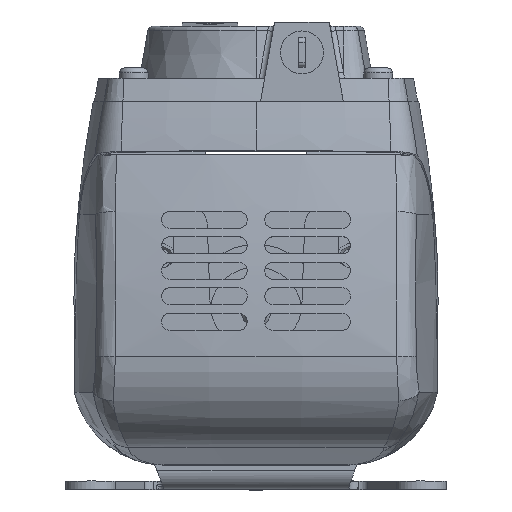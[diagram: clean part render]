
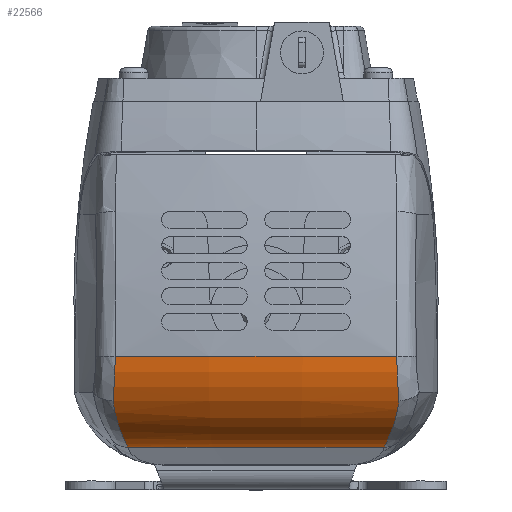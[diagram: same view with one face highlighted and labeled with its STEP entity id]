
A CAD part, top view. The second image highlights one B-rep face of the part: STEP entity #22566.
In plain terms, the highlighted toroidal (fillet/blend) face has major radius 279.4 mm and minor radius 25.4 mm.
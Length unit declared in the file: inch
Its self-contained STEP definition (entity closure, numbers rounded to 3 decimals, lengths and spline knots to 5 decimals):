
#110 = CARTESIAN_POINT ( 'NONE',  ( 0., 1.17877, -9.7 ) ) ;
#813 = CARTESIAN_POINT ( 'NONE',  ( -1.53321, 1.17877, 2.20165 ) ) ;
#891 = CARTESIAN_POINT ( 'NONE',  ( -1.48983, 0.40585, 1.83987 ) ) ;
#995 = CARTESIAN_POINT ( 'NONE',  ( 1.55093, 0.77115, 2.11274 ) ) ;
#1477 = CARTESIAN_POINT ( 'NONE',  ( 1.53321, 1.17877, 2.20165 ) ) ;
#1983 = VERTEX_POINT ( 'NONE', #19866 ) ;
#2016 = CARTESIAN_POINT ( 'NONE',  ( 1.42825, 0.25913, 1.60335 ) ) ;
#2733 = EDGE_CURVE ( 'NONE', #16907, #29833, #22941, .T. ) ;
#3035 = CARTESIAN_POINT ( 'NONE',  ( -1.45576, 0.31909, 1.71983 ) ) ;
#3224 = ORIENTED_EDGE ( 'NONE', *, *, #24256, .T. ) ;
#3376 = AXIS2_PLACEMENT_3D ( 'NONE', #110, #10231, #29314 ) ;
#4395 = CARTESIAN_POINT ( 'NONE',  ( -1.55396, 0.73326, 2.09433 ) ) ;
#4542 = CARTESIAN_POINT ( 'NONE',  ( -1.55726, 0.6965, 2.07348 ) ) ;
#4660 = CARTESIAN_POINT ( 'NONE',  ( 1.40083, 0.20309, 1.44456 ) ) ;
#5528 = CARTESIAN_POINT ( 'NONE',  ( -1.46426, 0.33904, 1.75108 ) ) ;
#6022 = CARTESIAN_POINT ( 'NONE',  ( -1.42825, 0.25913, 1.60335 ) ) ;
#6463 = CARTESIAN_POINT ( 'NONE',  ( 1.53426, 1.09397, 2.20151 ) ) ;
#7956 = ORIENTED_EDGE ( 'NONE', *, *, #16021, .F. ) ;
#8024 = CARTESIAN_POINT ( 'NONE',  ( -1.48129, 0.38243, 1.8111 ) ) ;
#8495 = B_SPLINE_CURVE_WITH_KNOTS ( 'NONE', 3,
 ( #19476, #4660, #11993, #2016, #21985, #12147, #32249, #17624, #14499, #15144, #27119, #32744, #17290, #14811, #25287, #32420, #29598, #12317 ),
 .UNSPECIFIED., .F., .F.,
 ( 4, 2, 2, 2, 2, 2, 2, 2, 4 ),
 ( 0., 0.00577, 0.00722, 0.00866, 0.01155, 0.01443, 0.01588, 0.01732, 0.0231 ),
 .UNSPECIFIED. ) ;
#8771 = VERTEX_POINT ( 'NONE', #813 ) ;
#8782 = CARTESIAN_POINT ( 'NONE',  ( 1.5369, 1.01107, 2.19047 ) ) ;
#9549 = B_SPLINE_CURVE_WITH_KNOTS ( 'NONE', 3,
 ( #22664, #27160, #19849, #9704, #12026, #10010, #4395, #32285 ),
 .UNSPECIFIED., .F., .F.,
 ( 4, 2, 2, 4 ),
 ( 0., 0.00637, 0.00956, 0.01274 ),
 .UNSPECIFIED. ) ;
#9704 = CARTESIAN_POINT ( 'NONE',  ( -1.54304, 0.88946, 2.15818 ) ) ;
#10010 = CARTESIAN_POINT ( 'NONE',  ( -1.55093, 0.77115, 2.11274 ) ) ;
#10099 = CIRCLE ( 'NONE', #28663, 12. ) ;
#10231 = DIRECTION ( 'NONE',  ( 0., 1., 0. ) ) ;
#10513 = CARTESIAN_POINT ( 'NONE',  ( -1.44355, 0.29179, 1.67094 ) ) ;
#10605 = B_SPLINE_CURVE_WITH_KNOTS ( 'NONE', 3,
 ( #31545, #16751, #995, #26570, #29213, #8782, #6463, #1477 ),
 .UNSPECIFIED., .F., .F.,
 ( 4, 2, 2, 4 ),
 ( 0., 0.00322, 0.00643, 0.01287 ),
 .UNSPECIFIED. ) ;
#10841 = CARTESIAN_POINT ( 'NONE',  ( -1.50228, 0.44369, 1.88122 ) ) ;
#10989 = CARTESIAN_POINT ( 'NONE',  ( -1.43955, 0.28311, 1.65426 ) ) ;
#11993 = CARTESIAN_POINT ( 'NONE',  ( 1.41108, 0.22348, 1.51687 ) ) ;
#12026 = CARTESIAN_POINT ( 'NONE',  ( -1.54547, 0.84919, 2.14466 ) ) ;
#12147 = CARTESIAN_POINT ( 'NONE',  ( 1.43955, 0.28311, 1.65426 ) ) ;
#12317 = CARTESIAN_POINT ( 'NONE',  ( 1.55726, 0.6965, 2.07348 ) ) ;
#13328 = CARTESIAN_POINT ( 'NONE',  ( 0., 1.17877, -9.7 ) ) ;
#13341 = CARTESIAN_POINT ( 'NONE',  ( -1.51429, 0.48357, 1.92082 ) ) ;
#13659 = CARTESIAN_POINT ( 'NONE',  ( -1.50638, 0.45678, 1.89472 ) ) ;
#14499 = CARTESIAN_POINT ( 'NONE',  ( 1.46426, 0.33904, 1.75108 ) ) ;
#14687 = CARTESIAN_POINT ( 'NONE',  ( -1.54886, 0.62924, 2.03724 ) ) ;
#14704 = EDGE_CURVE ( 'NONE', #14727, #1983, #10605, .T. ) ;
#14727 = VERTEX_POINT ( 'NONE', #24090 ) ;
#14811 = CARTESIAN_POINT ( 'NONE',  ( 1.51429, 0.48357, 1.92082 ) ) ;
#15144 = CARTESIAN_POINT ( 'NONE',  ( 1.48129, 0.38243, 1.8111 ) ) ;
#15509 = CARTESIAN_POINT ( 'NONE',  ( -1.40083, 0.20309, 1.44456 ) ) ;
#15828 = CARTESIAN_POINT ( 'NONE',  ( -1.39716, 0.19108, 1.3686 ) ) ;
#16021 = EDGE_CURVE ( 'NONE', #8771, #1983, #10099, .T. ) ;
#16751 = CARTESIAN_POINT ( 'NONE',  ( 1.55396, 0.73326, 2.09433 ) ) ;
#16907 = VERTEX_POINT ( 'NONE', #21629 ) ;
#17039 = EDGE_CURVE ( 'NONE', #29833, #31932, #18093, .T. ) ;
#17290 = CARTESIAN_POINT ( 'NONE',  ( 1.50638, 0.45678, 1.89472 ) ) ;
#17422 = ORIENTED_EDGE ( 'NONE', *, *, #14704, .T. ) ;
#17624 = CARTESIAN_POINT ( 'NONE',  ( 1.45576, 0.31909, 1.71983 ) ) ;
#18093 = CIRCLE ( 'NONE', #27122, 11.15643 ) ;
#18460 = DIRECTION ( 'NONE',  ( 0., 1., 0. ) ) ;
#19063 = ORIENTED_EDGE ( 'NONE', *, *, #17039, .T. ) ;
#19098 = CARTESIAN_POINT ( 'NONE',  ( 1.39716, 0.19108, 1.3686 ) ) ;
#19476 = CARTESIAN_POINT ( 'NONE',  ( 1.39716, 0.19108, 1.3686 ) ) ;
#19849 = CARTESIAN_POINT ( 'NONE',  ( -1.5369, 1.01107, 2.19047 ) ) ;
#19866 = CARTESIAN_POINT ( 'NONE',  ( 1.53321, 1.17877, 2.20165 ) ) ;
#20836 = CARTESIAN_POINT ( 'NONE',  ( -1.41108, 0.22348, 1.51687 ) ) ;
#21629 = CARTESIAN_POINT ( 'NONE',  ( -1.55726, 0.6965, 2.07348 ) ) ;
#21985 = CARTESIAN_POINT ( 'NONE',  ( 1.4319, 0.26677, 1.62045 ) ) ;
#22421 = CARTESIAN_POINT ( 'NONE',  ( 0., 0.19108, -9.7 ) ) ;
#22566 = ADVANCED_FACE ( 'NONE', ( #27845 ), #32026, .T. ) ;
#22664 = CARTESIAN_POINT ( 'NONE',  ( -1.53321, 1.17877, 2.20165 ) ) ;
#22911 = EDGE_CURVE ( 'NONE', #31932, #14727, #8495, .T. ) ;
#22941 = B_SPLINE_CURVE_WITH_KNOTS ( 'NONE', 3,
 ( #4542, #14687, #24823, #28609, #13341, #13659, #10841, #891, #8024, #5528, #3035, #10513, #10989, #23314, #6022, #20836, #15509, #15828 ),
 .UNSPECIFIED., .F., .F.,
 ( 4, 2, 2, 2, 2, 2, 2, 2, 4 ),
 ( 0., 0.00578, 0.00722, 0.00867, 0.01156, 0.01445, 0.01589, 0.01733, 0.02311 ),
 .UNSPECIFIED. ) ;
#23314 = CARTESIAN_POINT ( 'NONE',  ( -1.4319, 0.26677, 1.62045 ) ) ;
#23479 = DIRECTION ( 'NONE',  ( 0., 0., 1. ) ) ;
#24090 = CARTESIAN_POINT ( 'NONE',  ( 1.55726, 0.6965, 2.07348 ) ) ;
#24256 = EDGE_CURVE ( 'NONE', #8771, #16907, #9549, .T. ) ;
#24823 = CARTESIAN_POINT ( 'NONE',  ( -1.53653, 0.56765, 1.99463 ) ) ;
#25013 = ORIENTED_EDGE ( 'NONE', *, *, #22911, .T. ) ;
#25233 = DIRECTION ( 'NONE',  ( 0., 0., 1. ) ) ;
#25287 = CARTESIAN_POINT ( 'NONE',  ( 1.51812, 0.4973, 1.93346 ) ) ;
#26570 = CARTESIAN_POINT ( 'NONE',  ( 1.54547, 0.84919, 2.14466 ) ) ;
#26920 = CARTESIAN_POINT ( 'NONE',  ( -1.39716, 0.19108, 1.3686 ) ) ;
#27062 = DIRECTION ( 'NONE',  ( 0., 1., 0. ) ) ;
#27119 = CARTESIAN_POINT ( 'NONE',  ( 1.48983, 0.40585, 1.83987 ) ) ;
#27122 = AXIS2_PLACEMENT_3D ( 'NONE', #22421, #27062, #25233 ) ;
#27160 = CARTESIAN_POINT ( 'NONE',  ( -1.53426, 1.09397, 2.20151 ) ) ;
#27845 = FACE_OUTER_BOUND ( 'NONE', #32323, .T. ) ;
#28609 = CARTESIAN_POINT ( 'NONE',  ( -1.51812, 0.4973, 1.93346 ) ) ;
#28663 = AXIS2_PLACEMENT_3D ( 'NONE', #13328, #18460, #23479 ) ;
#29213 = CARTESIAN_POINT ( 'NONE',  ( 1.54304, 0.88946, 2.15818 ) ) ;
#29314 = DIRECTION ( 'NONE',  ( 0., 0., 1. ) ) ;
#29598 = CARTESIAN_POINT ( 'NONE',  ( 1.54886, 0.62924, 2.03724 ) ) ;
#29833 = VERTEX_POINT ( 'NONE', #26920 ) ;
#30514 = ORIENTED_EDGE ( 'NONE', *, *, #2733, .T. ) ;
#31545 = CARTESIAN_POINT ( 'NONE',  ( 1.55726, 0.6965, 2.07348 ) ) ;
#31932 = VERTEX_POINT ( 'NONE', #19098 ) ;
#32026 = TOROIDAL_SURFACE ( 'NONE', #3376, 11., 1. ) ;
#32249 = CARTESIAN_POINT ( 'NONE',  ( 1.44355, 0.29179, 1.67094 ) ) ;
#32285 = CARTESIAN_POINT ( 'NONE',  ( -1.55726, 0.6965, 2.07348 ) ) ;
#32323 = EDGE_LOOP ( 'NONE', ( #3224, #30514, #19063, #25013, #17422, #7956 ) ) ;
#32420 = CARTESIAN_POINT ( 'NONE',  ( 1.53653, 0.56765, 1.99463 ) ) ;
#32744 = CARTESIAN_POINT ( 'NONE',  ( 1.50228, 0.44369, 1.88122 ) ) ;
